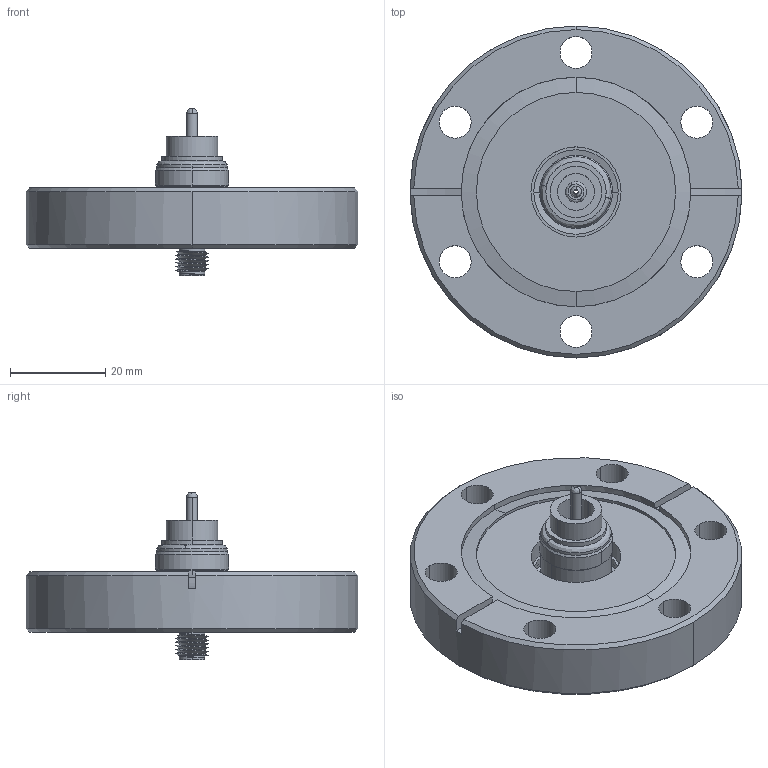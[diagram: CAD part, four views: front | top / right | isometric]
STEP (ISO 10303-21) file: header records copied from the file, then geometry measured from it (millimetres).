
FILE_DESCRIPTION (( 'STEP AP203' ), '1' );
FILE_NAME ('A1983-1-CF.STEP', '2011-10-11T18:33:21', ( '' ), ( '' ), 'SwSTEP 2.0', 'SolidWorks 2011', '' );
FILE_SCHEMA (( 'CONFIG_CONTROL_DESIGN' ));
Length unit declared in the file: inch
Products named in the file (1): A1983-1-CF
Bounding box: 69.85 x 69.85 x 35.2 mm (x, y, z)
Volume: 42796.7 mm3; surface area: 16043.3 mm2
Topology: 1 solids, 1 shells, 184 faces, 467 edges, 301 vertices
Faces by surface type: cylinder 106, plane 43, cone 25, bspline 10
Entity records: 8289 total; most frequent: CARTESIAN_POINT 3766, DIRECTION 976, ORIENTED_EDGE 926, EDGE_CURVE 463, AXIS2_PLACEMENT_3D 407, VERTEX_POINT 301, CIRCLE 232, EDGE_LOOP 218
